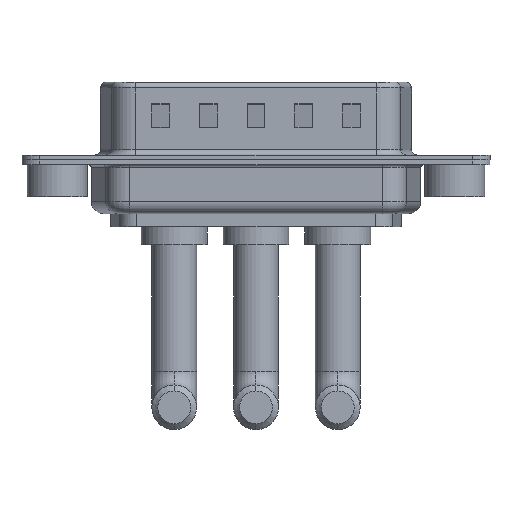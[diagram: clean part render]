
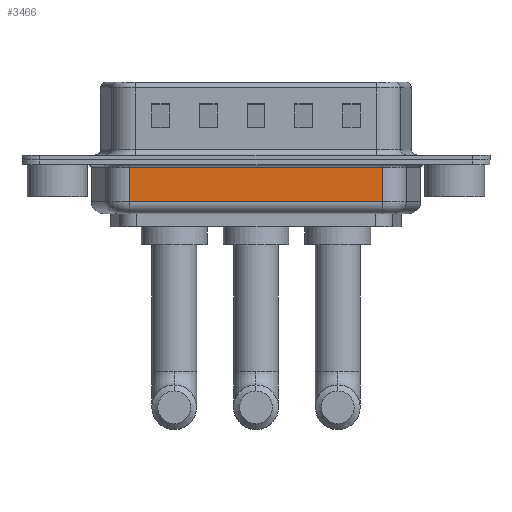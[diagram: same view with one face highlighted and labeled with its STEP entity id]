
A CAD part, front view. The second image highlights one B-rep face of the part: STEP entity #3466.
In plain terms, the highlighted planar face has unit normal (0, -1, 0).
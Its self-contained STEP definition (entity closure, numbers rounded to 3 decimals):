
#20 = DIRECTION ( 'NONE',  ( 1., 0., 0. ) ) ;
#247 = CARTESIAN_POINT ( 'NONE',  ( 6.031, -5.35, -4.5 ) ) ;
#333 = DIRECTION ( 'NONE',  ( 0., 0., 1. ) ) ;
#431 = PLANE ( 'NONE',  #13214 ) ;
#1095 = EDGE_CURVE ( 'NONE', #7162, #2248, #1602, .T. ) ;
#1245 = CARTESIAN_POINT ( 'NONE',  ( 27.269, -5.35, -4.5 ) ) ;
#1466 = LINE ( 'NONE', #12275, #12098 ) ;
#1602 = LINE ( 'NONE', #247, #9141 ) ;
#1625 = FACE_OUTER_BOUND ( 'NONE', #10047, .T. ) ;
#2248 = VERTEX_POINT ( 'NONE', #14325 ) ;
#2924 = CARTESIAN_POINT ( 'NONE',  ( 6.031, -5.35, -3.5 ) ) ;
#3110 = ORIENTED_EDGE ( 'NONE', *, *, #1095, .F. ) ;
#3466 = ADVANCED_FACE ( 'NONE', ( #1625 ), #431, .F. ) ;
#3715 = LINE ( 'NONE', #1245, #6936 ) ;
#3830 = DIRECTION ( 'NONE',  ( -1., 0., 0. ) ) ;
#4164 = CARTESIAN_POINT ( 'NONE',  ( 6.031, -5.35, -4.5 ) ) ;
#5148 = DIRECTION ( 'NONE',  ( 0., 0., 1. ) ) ;
#5557 = VERTEX_POINT ( 'NONE', #9515 ) ;
#5736 = EDGE_CURVE ( 'NONE', #10353, #5557, #3715, .T. ) ;
#6698 = ORIENTED_EDGE ( 'NONE', *, *, #11719, .T. ) ;
#6936 = VECTOR ( 'NONE', #5148, 1000. ) ;
#7162 = VERTEX_POINT ( 'NONE', #2924 ) ;
#7831 = DIRECTION ( 'NONE',  ( 0., 0., 1. ) ) ;
#7995 = ORIENTED_EDGE ( 'NONE', *, *, #11311, .T. ) ;
#9141 = VECTOR ( 'NONE', #333, 1000. ) ;
#9371 = ORIENTED_EDGE ( 'NONE', *, *, #5736, .T. ) ;
#9515 = CARTESIAN_POINT ( 'NONE',  ( 27.269, -5.35, -0.65 ) ) ;
#10047 = EDGE_LOOP ( 'NONE', ( #3110, #7995, #9371, #6698 ) ) ;
#10353 = VERTEX_POINT ( 'NONE', #14924 ) ;
#11311 = EDGE_CURVE ( 'NONE', #7162, #10353, #1466, .T. ) ;
#11481 = VECTOR ( 'NONE', #3830, 1000. ) ;
#11719 = EDGE_CURVE ( 'NONE', #5557, #2248, #14796, .T. ) ;
#12014 = CARTESIAN_POINT ( 'NONE',  ( 6.031, -5.35, -0.65 ) ) ;
#12098 = VECTOR ( 'NONE', #20, 1000. ) ;
#12275 = CARTESIAN_POINT ( 'NONE',  ( 6.031, -5.35, -3.5 ) ) ;
#13214 = AXIS2_PLACEMENT_3D ( 'NONE', #4164, #15122, #7831 ) ;
#14325 = CARTESIAN_POINT ( 'NONE',  ( 6.031, -5.35, -0.65 ) ) ;
#14796 = LINE ( 'NONE', #12014, #11481 ) ;
#14924 = CARTESIAN_POINT ( 'NONE',  ( 27.269, -5.35, -3.5 ) ) ;
#15122 = DIRECTION ( 'NONE',  ( 0., 1., 0. ) ) ;
